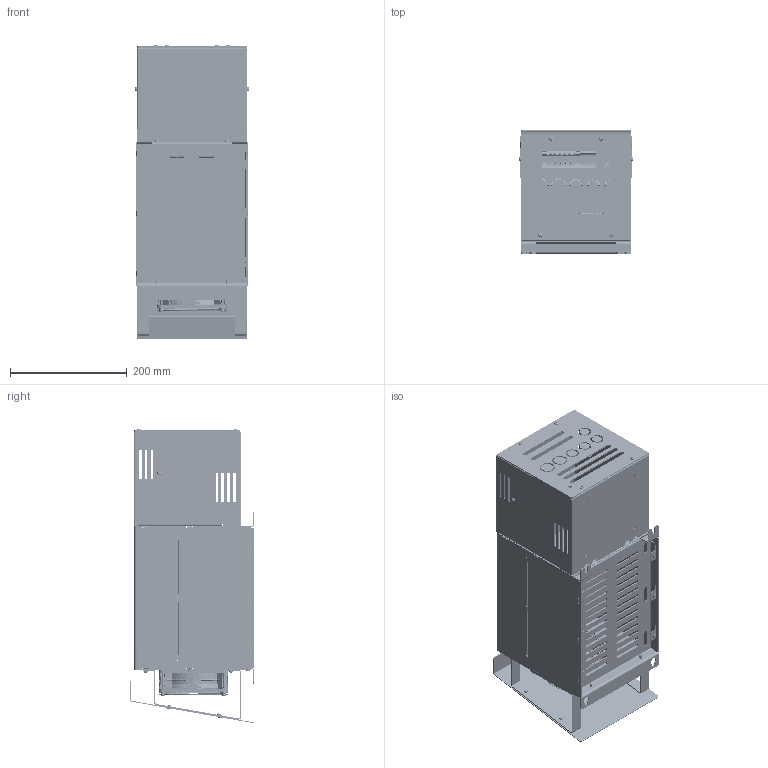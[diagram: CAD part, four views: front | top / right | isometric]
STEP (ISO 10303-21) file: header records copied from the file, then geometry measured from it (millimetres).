
FILE_DESCRIPTION(/* description */ (''),/* implementation_level */ '2;1');
FILE_NAME(/* name */ 'X1.3 IP21 ef.stp',/* time_stamp */ '2019-01-11T08:50:30+01:00',/* author */ ('f.rambuscheck'),/* organization */ (''),/* preprocessor_version */ 'ST-DEVELOPER v17',/* originating_system */ 'Autodesk Inventor 2018',/* authorisation */ '');
FILE_SCHEMA (('AUTOMOTIVE_DESIGN { 1 0 10303 214 3 1 1 }'));
Products named in the file (1): X1.3 IP21 ef
Bounding box: 195.6 x 211.99 x 504.25 mm (x, y, z)
Volume: 252045.8 mm3; surface area: 1205832.7 mm2
Topology: 26 solids, 27 shells, 10677 faces, 29646 edges, 19384 vertices
Faces by surface type: plane 6841, cylinder 2159, bspline 1373, torus 152, cone 132, sphere 20
Full cylindrical faces by diameter (mm): 1.2 x4, 1.5 x16, 2.459 x5, 3.242 x4, 3.6 x20, 4 x71, 4.2 x4, 4.3 x14, 4.31 x2, 4.5 x6, 4.725 x12, 5 x14, 5.459 x2, 5.6 x3, 6 x6, 6.4 x6, 6.5 x5, 6.6 x1, 7 x28, 8 x4, 8.7 x2, 9 x4, 11.4 x1, 12 x7, 42.4 x1, 44.1 x1, 51.5 x1, 52 x1, 113.8 x1
Entity records: 390486 total; most frequent: CARTESIAN_POINT 114086, ORIENTED_EDGE 59190, DIRECTION 50443, EDGE_CURVE 29595, LINE 20133, VECTOR 20133, VERTEX_POINT 19400, AXIS2_PLACEMENT_3D 15155
